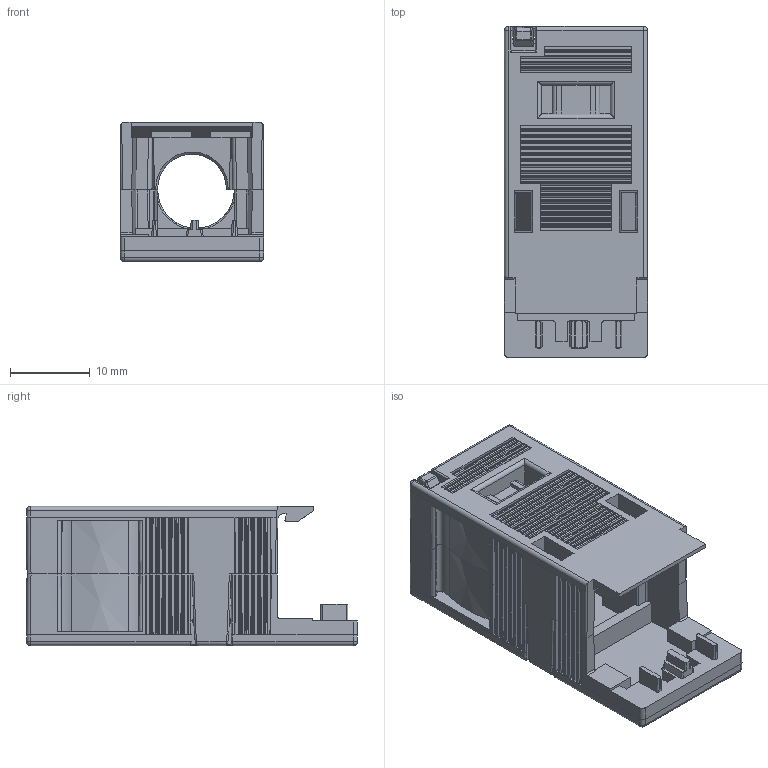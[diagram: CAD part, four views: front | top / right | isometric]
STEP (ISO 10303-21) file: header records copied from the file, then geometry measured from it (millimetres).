
FILE_DESCRIPTION(/* description */ (''),/* implementation_level */ '2;1');
FILE_NAME(/* name */ '450503.stp',/* time_stamp */ '2022-10-21T08:42:07+08:00',/* author */ (''),/* organization */ (''),/* preprocessor_version */ 'ST-DEVELOPER v16.7',/* originating_system */ 'SIEMENS PLM Software NX 12.0',/* authorisation */ '');
FILE_SCHEMA (('AUTOMOTIVE_DESIGN { 1 0 10303 214 3 1 1 1 }'));
Length unit declared in the file: millimetre
Products named in the file (1): SP4C04CB8B2ux1
Bounding box: 18.01 x 41.6 x 17.51 mm (x, y, z)
Volume: 3979.2 mm3; surface area: 6952.7 mm2
Topology: 1 solids, 1 shells, 1388 faces, 3527 edges, 2189 vertices
Faces by surface type: plane 911, cylinder 259, cone 132, extrusion 38, bspline 36, sphere 12
Entity records: 43733 total; most frequent: CARTESIAN_POINT 10582, ORIENTED_EDGE 7040, DIRECTION 6590, EDGE_CURVE 3520, VECTOR 2574, LINE 2536, VERTEX_POINT 2189, AXIS2_PLACEMENT_3D 2008
